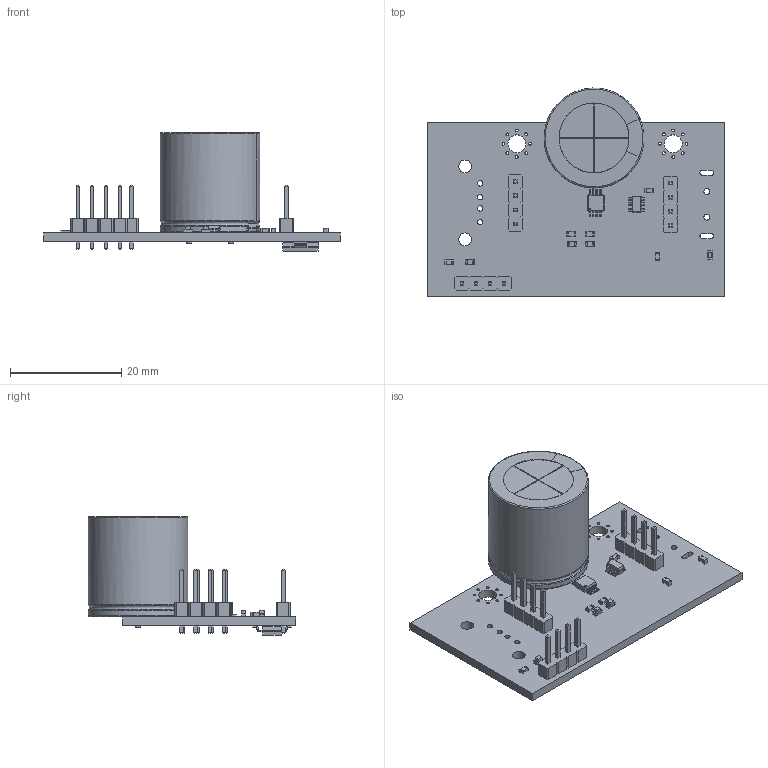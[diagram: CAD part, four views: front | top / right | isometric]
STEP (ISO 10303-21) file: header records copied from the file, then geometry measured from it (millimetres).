
FILE_DESCRIPTION(('KiCad electronic assembly'),'2;1');
FILE_NAME('V2_ESD.step','2024-09-11T23:18:47',('Pcbnew'),('Kicad'), 'Open CASCADE STEP processor 7.7','KiCad to STEP converter','Unknown' );
FILE_SCHEMA(('AUTOMOTIVE_DESIGN { 1 0 10303 214 1 1 1 1 }'));
Length unit declared in the file: millimetre
Products named in the file (20): V2_ESD 1; C_0603_1608Metric; LED_0603_1608Metric; CP_Radial_D18.0mm_P7.50mm; CP_Radial_D180mm_P750mm; R_0603_1608Metric; PinHeader_1x04_P2.54mm_Vertical; PinHeader_1x04_P254mm_Vertical; VSSOP-10_3x3mm_P0.5mm; VSSOP_10_3x3mm_P05mm; SOT-23-6; SOT_23_6; SOT-23-5; SOT_23_5; SOT-223; SOT_223; V2_ESD_PCB
Assembly tree (29 placements, depth 3):
  V2_ESD 1
    C_0603_1608Metric  x5
      C_0603_1608Metric
    LED_0603_1608Metric  x3
      LED_0603_1608Metric
    CP_Radial_D18.0mm_P7.50mm
      CP_Radial_D180mm_P750mm
    R_0603_1608Metric  x3
      R_0603_1608Metric
    PinHeader_1x04_P2.54mm_Vertical  x3
      PinHeader_1x04_P254mm_Vertical
    VSSOP-10_3x3mm_P0.5mm
      VSSOP_10_3x3mm_P05mm
    SOT-23-6
      SOT_23_6
    SOT-23-5
      SOT_23_5
    SOT-223
      SOT_223
    V2_ESD_PCB
Bounding box: 53.34 x 37.45 x 21.4 mm (x, y, z)
Volume: 7420.6 mm3; surface area: 6410.6 mm2
Topology: 20 solids, 21 shells, 1269 faces, 3256 edges, 2072 vertices
Faces by surface type: plane 880, cylinder 269, bspline 114, revolution 4, torus 2
Full cylindrical faces by diameter (mm): 0.25 x1, 0.5 x16, 0.9 x2, 0.95 x4, 1 x12, 1.1 x2, 1.2 x2, 2.3 x2, 3.2 x2
Entity records: 30647 total; most frequent: CARTESIAN_POINT 5476, ORIENTED_EDGE 4180, DIRECTION 3777, EDGE_CURVE 2090, LINE 1543, VECTOR 1543, VERTEX_POINT 1324, AXIS2_PLACEMENT_3D 1115
